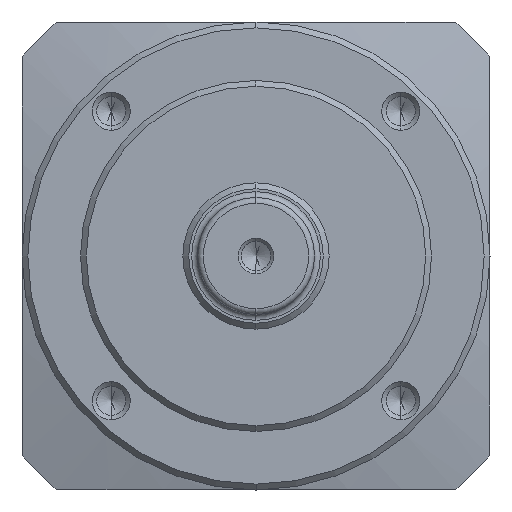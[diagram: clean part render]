
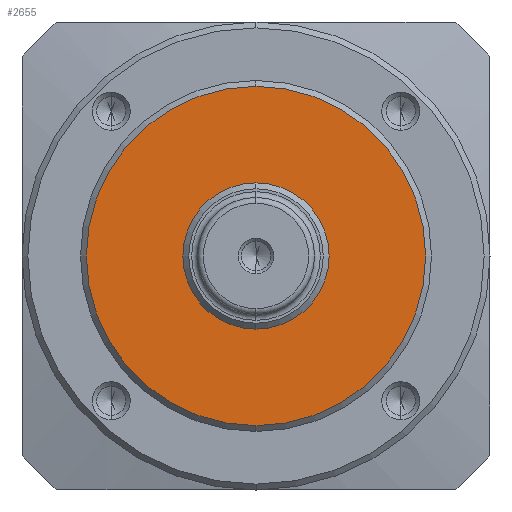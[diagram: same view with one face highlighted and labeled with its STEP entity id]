
A CAD part, left-side view. The second image highlights one B-rep face of the part: STEP entity #2655.
In plain terms, the highlighted planar face has unit normal (-1, 0, 0).
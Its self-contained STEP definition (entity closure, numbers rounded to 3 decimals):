
#1 = AXIS2_PLACEMENT_3D ( 'NONE', #1796, #543, #1840 ) ;
#332 = DIRECTION ( 'NONE',  ( -1., 0., 0. ) ) ;
#351 = CARTESIAN_POINT ( 'NONE',  ( 38., 0., 0. ) ) ;
#363 = DIRECTION ( 'NONE',  ( 0., 0., 1. ) ) ;
#386 = DIRECTION ( 'NONE',  ( 0., 0., -1. ) ) ;
#469 = PLANE ( 'NONE',  #2828 ) ;
#543 = DIRECTION ( 'NONE',  ( -1., 0., 0. ) ) ;
#649 = CIRCLE ( 'NONE', #858, 12.5 ) ;
#751 = FACE_BOUND ( 'NONE', #1266, .T. ) ;
#801 = EDGE_CURVE ( 'NONE', #2009, #2221, #4160, .T. ) ;
#812 = CARTESIAN_POINT ( 'NONE',  ( 38., 0., -29. ) ) ;
#858 = AXIS2_PLACEMENT_3D ( 'NONE', #3098, #3137, #2168 ) ;
#1212 = EDGE_CURVE ( 'NONE', #2221, #2009, #1983, .T. ) ;
#1266 = EDGE_LOOP ( 'NONE', ( #2057, #4167 ) ) ;
#1342 = ORIENTED_EDGE ( 'NONE', *, *, #801, .T. ) ;
#1607 = VERTEX_POINT ( 'NONE', #3077 ) ;
#1632 = CARTESIAN_POINT ( 'NONE',  ( 38., 0., 0. ) ) ;
#1652 = AXIS2_PLACEMENT_3D ( 'NONE', #351, #332, #3663 ) ;
#1765 = ORIENTED_EDGE ( 'NONE', *, *, #1212, .T. ) ;
#1796 = CARTESIAN_POINT ( 'NONE',  ( 38., 0., 0. ) ) ;
#1840 = DIRECTION ( 'NONE',  ( 0., 0., 1. ) ) ;
#1983 = CIRCLE ( 'NONE', #1, 29. ) ;
#2009 = VERTEX_POINT ( 'NONE', #812 ) ;
#2050 = FACE_OUTER_BOUND ( 'NONE', #4209, .T. ) ;
#2057 = ORIENTED_EDGE ( 'NONE', *, *, #2498, .F. ) ;
#2168 = DIRECTION ( 'NONE',  ( 0., 0., 1. ) ) ;
#2221 = VERTEX_POINT ( 'NONE', #2378 ) ;
#2328 = CARTESIAN_POINT ( 'NONE',  ( 38., 12.5, 0. ) ) ;
#2378 = CARTESIAN_POINT ( 'NONE',  ( 38., 0., 29. ) ) ;
#2498 = EDGE_CURVE ( 'NONE', #1607, #3427, #4056, .T. ) ;
#2632 = AXIS2_PLACEMENT_3D ( 'NONE', #1632, #2929, #363 ) ;
#2655 = ADVANCED_FACE ( 'NONE', ( #751, #2050 ), #469, .F. ) ;
#2707 = EDGE_CURVE ( 'NONE', #3427, #1607, #649, .T. ) ;
#2828 = AXIS2_PLACEMENT_3D ( 'NONE', #2328, #3311, #386 ) ;
#2929 = DIRECTION ( 'NONE',  ( -1., 0., 0. ) ) ;
#3077 = CARTESIAN_POINT ( 'NONE',  ( 38., 0., 12.5 ) ) ;
#3098 = CARTESIAN_POINT ( 'NONE',  ( 38., 0., 0. ) ) ;
#3137 = DIRECTION ( 'NONE',  ( -1., 0., 0. ) ) ;
#3240 = CARTESIAN_POINT ( 'NONE',  ( 38., 0., -12.5 ) ) ;
#3311 = DIRECTION ( 'NONE',  ( 1., 0., 0. ) ) ;
#3427 = VERTEX_POINT ( 'NONE', #3240 ) ;
#3663 = DIRECTION ( 'NONE',  ( 0., 0., 1. ) ) ;
#4056 = CIRCLE ( 'NONE', #2632, 12.5 ) ;
#4160 = CIRCLE ( 'NONE', #1652, 29. ) ;
#4167 = ORIENTED_EDGE ( 'NONE', *, *, #2707, .F. ) ;
#4209 = EDGE_LOOP ( 'NONE', ( #1342, #1765 ) ) ;
